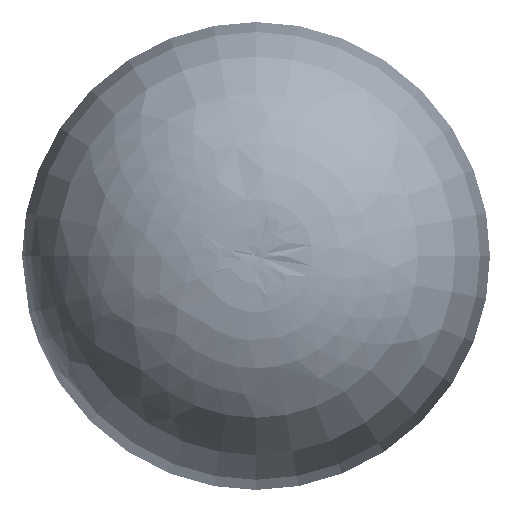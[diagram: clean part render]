
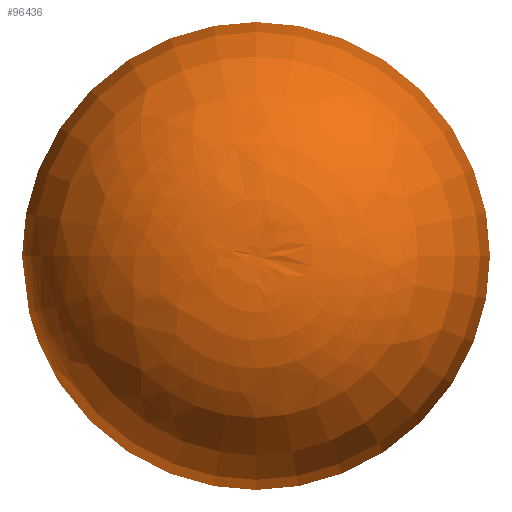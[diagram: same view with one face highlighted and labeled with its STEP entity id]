
A CAD part, top view. The second image highlights one B-rep face of the part: STEP entity #96436.
In plain terms, the highlighted free-form (B-spline) face has degree [2, 2] with [5, 9] control points.
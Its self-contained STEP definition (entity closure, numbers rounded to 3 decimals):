
#185=(
BOUNDED_CURVE()
B_SPLINE_CURVE(2,(#301937,#301938,#301939,#301940,#301941),
 .UNSPECIFIED.,.F.,.F.)
B_SPLINE_CURVE_WITH_KNOTS((3,2,3),(-0.524,0.585,
1.694),.UNSPECIFIED.)
CURVE()
GEOMETRIC_REPRESENTATION_ITEM()
RATIONAL_B_SPLINE_CURVE((1.,0.85,1.,0.85,1.))
REPRESENTATION_ITEM('')
);
#11071=(
BOUNDED_SURFACE()
B_SPLINE_SURFACE(2,2,((#301891,#301892,#301893,#301894,#301895,#301896,
#301897,#301898,#301899),(#301900,#301901,#301902,#301903,#301904,#301905,
#301906,#301907,#301908),(#301909,#301910,#301911,#301912,#301913,#301914,
#301915,#301916,#301917),(#301918,#301919,#301920,#301921,#301922,#301923,
#301924,#301925,#301926),(#301927,#301928,#301929,#301930,#301931,#301932,
#301933,#301934,#301935)),.UNSPECIFIED.,.F.,.T.,.F.)
B_SPLINE_SURFACE_WITH_KNOTS((3,2,3),(3,2,2,2,3),(-1.694,-0.585,
0.524),(-3.142,-1.571,0.,1.571,
3.142),.UNSPECIFIED.)
GEOMETRIC_REPRESENTATION_ITEM()
RATIONAL_B_SPLINE_SURFACE(((1.,0.707,1.,0.707,1.,
0.707,1.,0.707,1.),(0.85,0.601,
0.85,0.601,0.85,0.601,
0.85,0.601,0.85),(1.,0.707,
1.,0.707,1.,0.707,1.,0.707,1.),(0.85,
0.601,0.85,0.601,0.85,
0.601,0.85,0.601,0.85),
(1.,0.707,1.,0.707,1.,0.707,1.,0.707,
1.)))
REPRESENTATION_ITEM('')
SURFACE()
);
#17099=FACE_OUTER_BOUND('',#24481,.T.);
#24481=EDGE_LOOP('',(#84301,#84302,#84303,#84304));
#36491=CIRCLE('',#107625,1606.884);
#36492=CIRCLE('',#107626,1606.884);
#44918=VERTEX_POINT('',#301782);
#44919=VERTEX_POINT('',#301783);
#44923=VERTEX_POINT('',#301936);
#58044=EDGE_CURVE('',#44918,#44919,#36491,.T.);
#58045=EDGE_CURVE('',#44919,#44918,#36492,.T.);
#58050=EDGE_CURVE('',#44919,#44923,#185,.T.);
#84301=ORIENTED_EDGE('',*,*,#58044,.F.);
#84302=ORIENTED_EDGE('',*,*,#58045,.F.);
#84303=ORIENTED_EDGE('',*,*,#58050,.T.);
#84304=ORIENTED_EDGE('',*,*,#58050,.F.);
#96436=ADVANCED_FACE('',(#17099),#11071,.F.);
#107625=AXIS2_PLACEMENT_3D('',#301784,#132389,#132390);
#107626=AXIS2_PLACEMENT_3D('',#301785,#132391,#132392);
#132389=DIRECTION('center_axis',(-1.,0.,0.));
#132390=DIRECTION('ref_axis',(0.,0.,1.));
#132391=DIRECTION('center_axis',(-1.,0.,0.));
#132392=DIRECTION('ref_axis',(0.,0.,1.));
#301782=CARTESIAN_POINT('',(-812.265,-1406.884,0.));
#301783=CARTESIAN_POINT('',(-812.265,200.,-1606.884));
#301784=CARTESIAN_POINT('Origin',(-812.265,200.,0.));
#301785=CARTESIAN_POINT('Origin',(-812.265,200.,0.));
#301891=CARTESIAN_POINT('Ctrl Pts',(1612.172,200.,0.));
#301892=CARTESIAN_POINT('Ctrl Pts',(1612.172,200.,0.));
#301893=CARTESIAN_POINT('Ctrl Pts',(1612.172,200.,0.));
#301894=CARTESIAN_POINT('Ctrl Pts',(1612.172,200.,0.));
#301895=CARTESIAN_POINT('Ctrl Pts',(1612.172,200.,0.));
#301896=CARTESIAN_POINT('Ctrl Pts',(1612.172,200.,0.));
#301897=CARTESIAN_POINT('Ctrl Pts',(1612.172,200.,0.));
#301898=CARTESIAN_POINT('Ctrl Pts',(1612.172,200.,0.));
#301899=CARTESIAN_POINT('Ctrl Pts',(1612.172,200.,0.));
#301900=CARTESIAN_POINT('Ctrl Pts',(1736.022,200.,-998.341));
#301901=CARTESIAN_POINT('Ctrl Pts',(1736.022,-798.341,
-998.341));
#301902=CARTESIAN_POINT('Ctrl Pts',(1736.022,-798.341,
0.));
#301903=CARTESIAN_POINT('Ctrl Pts',(1736.022,-798.341,
998.341));
#301904=CARTESIAN_POINT('Ctrl Pts',(1736.022,200.,998.341));
#301905=CARTESIAN_POINT('Ctrl Pts',(1736.022,1198.341,998.341));
#301906=CARTESIAN_POINT('Ctrl Pts',(1736.022,1198.341,0.));
#301907=CARTESIAN_POINT('Ctrl Pts',(1736.022,1198.341,-998.341));
#301908=CARTESIAN_POINT('Ctrl Pts',(1736.022,200.,-998.341));
#301909=CARTESIAN_POINT('Ctrl Pts',(897.487,200.,-1554.111));
#301910=CARTESIAN_POINT('Ctrl Pts',(897.487,-1354.111,
-1554.111));
#301911=CARTESIAN_POINT('Ctrl Pts',(897.487,-1354.111,
0.));
#301912=CARTESIAN_POINT('Ctrl Pts',(897.487,-1354.111,
1554.111));
#301913=CARTESIAN_POINT('Ctrl Pts',(897.487,200.,1554.111));
#301914=CARTESIAN_POINT('Ctrl Pts',(897.487,1754.111,1554.111));
#301915=CARTESIAN_POINT('Ctrl Pts',(897.487,1754.111,0.));
#301916=CARTESIAN_POINT('Ctrl Pts',(897.487,1754.111,-1554.111));
#301917=CARTESIAN_POINT('Ctrl Pts',(897.487,200.,-1554.111));
#301918=CARTESIAN_POINT('Ctrl Pts',(58.951,200.,-2109.881));
#301919=CARTESIAN_POINT('Ctrl Pts',(58.951,-1909.881,
-2109.881));
#301920=CARTESIAN_POINT('Ctrl Pts',(58.951,-1909.881,
0.));
#301921=CARTESIAN_POINT('Ctrl Pts',(58.951,-1909.881,
2109.881));
#301922=CARTESIAN_POINT('Ctrl Pts',(58.951,200.,2109.881));
#301923=CARTESIAN_POINT('Ctrl Pts',(58.951,2309.881,2109.881));
#301924=CARTESIAN_POINT('Ctrl Pts',(58.951,2309.881,0.));
#301925=CARTESIAN_POINT('Ctrl Pts',(58.951,2309.881,-2109.881));
#301926=CARTESIAN_POINT('Ctrl Pts',(58.951,200.,-2109.881));
#301927=CARTESIAN_POINT('Ctrl Pts',(-812.265,200.,-1606.884));
#301928=CARTESIAN_POINT('Ctrl Pts',(-812.265,-1406.884,
-1606.884));
#301929=CARTESIAN_POINT('Ctrl Pts',(-812.265,-1406.884,
0.));
#301930=CARTESIAN_POINT('Ctrl Pts',(-812.265,-1406.884,
1606.884));
#301931=CARTESIAN_POINT('Ctrl Pts',(-812.265,200.,1606.884));
#301932=CARTESIAN_POINT('Ctrl Pts',(-812.265,1806.884,
1606.884));
#301933=CARTESIAN_POINT('Ctrl Pts',(-812.265,1806.884,
0.));
#301934=CARTESIAN_POINT('Ctrl Pts',(-812.265,1806.884,
-1606.884));
#301935=CARTESIAN_POINT('Ctrl Pts',(-812.265,200.,-1606.884));
#301936=CARTESIAN_POINT('',(1612.172,200.,0.));
#301937=CARTESIAN_POINT('Ctrl Pts',(-812.265,200.,-1606.884));
#301938=CARTESIAN_POINT('Ctrl Pts',(58.951,200.,-2109.881));
#301939=CARTESIAN_POINT('Ctrl Pts',(897.487,200.,-1554.111));
#301940=CARTESIAN_POINT('Ctrl Pts',(1736.022,200.,-998.341));
#301941=CARTESIAN_POINT('Ctrl Pts',(1612.172,200.,0.));
